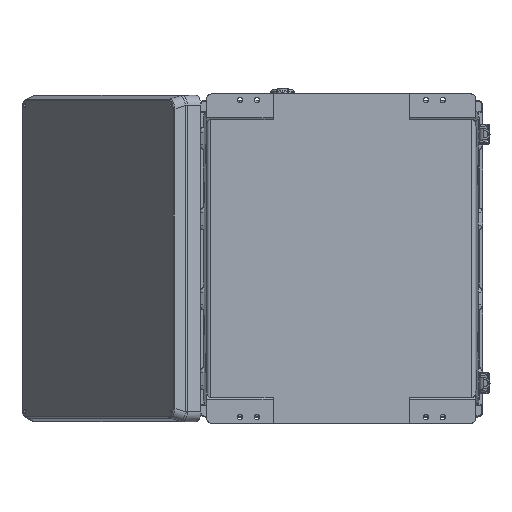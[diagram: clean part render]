
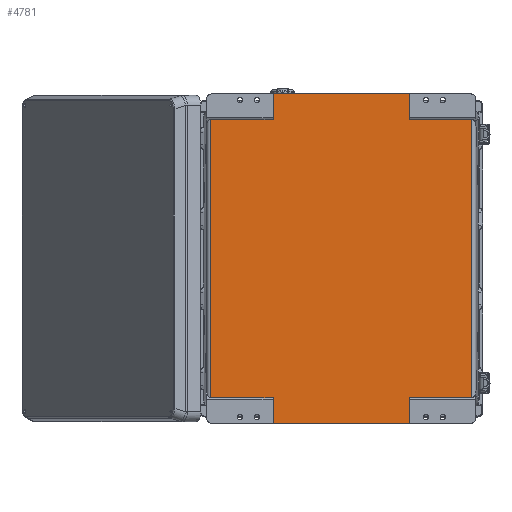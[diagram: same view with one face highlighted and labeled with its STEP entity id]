
A CAD part, front view. The second image highlights one B-rep face of the part: STEP entity #4781.
In plain terms, the highlighted planar face has unit normal (0, -1, 0).
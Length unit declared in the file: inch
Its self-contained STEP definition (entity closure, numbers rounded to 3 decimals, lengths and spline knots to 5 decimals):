
#931 = EDGE_CURVE ( 'NONE', #66536, #59745, #58316, .T. ) ;
#1955 = VERTEX_POINT ( 'NONE', #29992 ) ;
#4052 = DIRECTION ( 'NONE',  ( 0., 0., 1. ) ) ;
#4448 = LINE ( 'NONE', #44109, #22080 ) ;
#4781 = ADVANCED_FACE ( 'NONE', ( #10363 ), #19650, .F. ) ;
#6882 = DIRECTION ( 'NONE',  ( -1., 0., 0. ) ) ;
#7951 = CARTESIAN_POINT ( 'NONE',  ( 8.11811, 0.05906, 0. ) ) ;
#8170 = ORIENTED_EDGE ( 'NONE', *, *, #37238, .T. ) ;
#8238 = LINE ( 'NONE', #16996, #49234 ) ;
#10363 = FACE_OUTER_BOUND ( 'NONE', #11441, .T. ) ;
#10589 = ORIENTED_EDGE ( 'NONE', *, *, #63493, .F. ) ;
#11074 = CARTESIAN_POINT ( 'NONE',  ( 4.03163, 0.05906, -19.48819 ) ) ;
#11441 = EDGE_LOOP ( 'NONE', ( #65910, #8170, #46291, #10589, #30041, #38451, #18244, #67708, #42969, #23762, #18928, #61109 ) ) ;
#11770 = DIRECTION ( 'NONE',  ( -1., 0., 0. ) ) ;
#13204 = LINE ( 'NONE', #15556, #44471 ) ;
#13462 = VECTOR ( 'NONE', #54788, 39.37008 ) ;
#15556 = CARTESIAN_POINT ( 'NONE',  ( 4.03163, 0.05906, 0.85787 ) ) ;
#16996 = CARTESIAN_POINT ( 'NONE',  ( 7.73754, 0.05906, -1.51961 ) ) ;
#18244 = ORIENTED_EDGE ( 'NONE', *, *, #34533, .T. ) ;
#18764 = VECTOR ( 'NONE', #23932, 39.37008 ) ;
#18928 = ORIENTED_EDGE ( 'NONE', *, *, #64573, .F. ) ;
#19436 = EDGE_CURVE ( 'NONE', #1955, #71237, #26869, .T. ) ;
#19650 = PLANE ( 'NONE',  #20669 ) ;
#20669 = AXIS2_PLACEMENT_3D ( 'NONE', #74876, #68574, #37427 ) ;
#20816 = CARTESIAN_POINT ( 'NONE',  ( -4.03163, 0.05906, -17.96858 ) ) ;
#22080 = VECTOR ( 'NONE', #57483, 39.37008 ) ;
#23657 = CARTESIAN_POINT ( 'NONE',  ( -8.11811, 0.05906, -1.51961 ) ) ;
#23762 = ORIENTED_EDGE ( 'NONE', *, *, #24831, .T. ) ;
#23932 = DIRECTION ( 'NONE',  ( 1., 0., 0. ) ) ;
#24316 = CARTESIAN_POINT ( 'NONE',  ( -4.03163, 0.05906, -1.51961 ) ) ;
#24329 = VERTEX_POINT ( 'NONE', #49814 ) ;
#24697 = LINE ( 'NONE', #34956, #70673 ) ;
#24831 = EDGE_CURVE ( 'NONE', #24329, #51633, #72706, .T. ) ;
#25271 = EDGE_CURVE ( 'NONE', #71237, #78943, #45178, .T. ) ;
#25647 = VERTEX_POINT ( 'NONE', #11074 ) ;
#26869 = LINE ( 'NONE', #40031, #46411 ) ;
#28255 = VERTEX_POINT ( 'NONE', #73029 ) ;
#28304 = CARTESIAN_POINT ( 'NONE',  ( 4.03163, 0.05906, -1.51961 ) ) ;
#29512 = CARTESIAN_POINT ( 'NONE',  ( 7.73754, 0.05906, -17.96858 ) ) ;
#29992 = CARTESIAN_POINT ( 'NONE',  ( -7.73754, 0.05906, -17.96858 ) ) ;
#30041 = ORIENTED_EDGE ( 'NONE', *, *, #53799, .F. ) ;
#31022 = LINE ( 'NONE', #55339, #13462 ) ;
#34241 = CARTESIAN_POINT ( 'NONE',  ( -4.03163, 0.05906, 0. ) ) ;
#34533 = EDGE_CURVE ( 'NONE', #66536, #28255, #8238, .T. ) ;
#34956 = CARTESIAN_POINT ( 'NONE',  ( -4.03163, 0.05906, -20.34606 ) ) ;
#35769 = VECTOR ( 'NONE', #11770, 39.37008 ) ;
#37238 = EDGE_CURVE ( 'NONE', #1955, #66310, #31022, .T. ) ;
#37427 = DIRECTION ( 'NONE',  ( 0., 0., 1. ) ) ;
#38451 = ORIENTED_EDGE ( 'NONE', *, *, #931, .F. ) ;
#38600 = VECTOR ( 'NONE', #64201, 39.37008 ) ;
#38799 = CARTESIAN_POINT ( 'NONE',  ( 4.03163, 0.05906, -20.34606 ) ) ;
#38923 = VERTEX_POINT ( 'NONE', #28304 ) ;
#40031 = CARTESIAN_POINT ( 'NONE',  ( -7.73754, 0.05906, -1.51961 ) ) ;
#42969 = ORIENTED_EDGE ( 'NONE', *, *, #59822, .T. ) ;
#43479 = LINE ( 'NONE', #38799, #38600 ) ;
#44109 = CARTESIAN_POINT ( 'NONE',  ( 8.11811, 0.05906, -1.51961 ) ) ;
#44471 = VECTOR ( 'NONE', #4052, 39.37008 ) ;
#45178 = LINE ( 'NONE', #23657, #18764 ) ;
#45253 = VECTOR ( 'NONE', #6882, 39.37008 ) ;
#46291 = ORIENTED_EDGE ( 'NONE', *, *, #72750, .T. ) ;
#46299 = DIRECTION ( 'NONE',  ( 0., 0., 1. ) ) ;
#46411 = VECTOR ( 'NONE', #46299, 39.37008 ) ;
#48032 = CARTESIAN_POINT ( 'NONE',  ( 8.11811, 0.05906, -19.48819 ) ) ;
#48369 = DIRECTION ( 'NONE',  ( 0., 0., 1. ) ) ;
#48785 = VECTOR ( 'NONE', #67396, 39.37008 ) ;
#49234 = VECTOR ( 'NONE', #48369, 39.37008 ) ;
#49814 = CARTESIAN_POINT ( 'NONE',  ( 4.03163, 0.05906, 0. ) ) ;
#50818 = CARTESIAN_POINT ( 'NONE',  ( -4.03163, 0.05906, -19.48819 ) ) ;
#51633 = VERTEX_POINT ( 'NONE', #34241 ) ;
#53297 = EDGE_CURVE ( 'NONE', #28255, #38923, #4448, .T. ) ;
#53799 = EDGE_CURVE ( 'NONE', #59745, #25647, #43479, .T. ) ;
#54788 = DIRECTION ( 'NONE',  ( 1., 0., 0. ) ) ;
#55339 = CARTESIAN_POINT ( 'NONE',  ( -8.11811, 0.05906, -17.96858 ) ) ;
#55933 = VECTOR ( 'NONE', #69475, 39.37008 ) ;
#57483 = DIRECTION ( 'NONE',  ( -1., 0., 0. ) ) ;
#57878 = LINE ( 'NONE', #62121, #55933 ) ;
#58316 = LINE ( 'NONE', #62275, #35769 ) ;
#59745 = VERTEX_POINT ( 'NONE', #65536 ) ;
#59822 = EDGE_CURVE ( 'NONE', #38923, #24329, #13204, .T. ) ;
#61109 = ORIENTED_EDGE ( 'NONE', *, *, #25271, .F. ) ;
#62121 = CARTESIAN_POINT ( 'NONE',  ( -4.03163, 0.05906, 0.85787 ) ) ;
#62275 = CARTESIAN_POINT ( 'NONE',  ( 8.11811, 0.05906, -17.96858 ) ) ;
#63493 = EDGE_CURVE ( 'NONE', #25647, #80662, #74203, .T. ) ;
#64201 = DIRECTION ( 'NONE',  ( 0., 0., -1. ) ) ;
#64573 = EDGE_CURVE ( 'NONE', #78943, #51633, #57878, .T. ) ;
#64952 = CARTESIAN_POINT ( 'NONE',  ( -7.73754, 0.05906, -1.51961 ) ) ;
#65536 = CARTESIAN_POINT ( 'NONE',  ( 4.03163, 0.05906, -17.96858 ) ) ;
#65910 = ORIENTED_EDGE ( 'NONE', *, *, #19436, .F. ) ;
#66310 = VERTEX_POINT ( 'NONE', #20816 ) ;
#66536 = VERTEX_POINT ( 'NONE', #29512 ) ;
#67396 = DIRECTION ( 'NONE',  ( -1., 0., 0. ) ) ;
#67708 = ORIENTED_EDGE ( 'NONE', *, *, #53297, .T. ) ;
#68574 = DIRECTION ( 'NONE',  ( 0., 1., 0. ) ) ;
#69475 = DIRECTION ( 'NONE',  ( 0., 0., 1. ) ) ;
#70673 = VECTOR ( 'NONE', #71349, 39.37008 ) ;
#71237 = VERTEX_POINT ( 'NONE', #64952 ) ;
#71349 = DIRECTION ( 'NONE',  ( 0., 0., -1. ) ) ;
#72706 = LINE ( 'NONE', #7951, #45253 ) ;
#72750 = EDGE_CURVE ( 'NONE', #66310, #80662, #24697, .T. ) ;
#73029 = CARTESIAN_POINT ( 'NONE',  ( 7.73754, 0.05906, -1.51961 ) ) ;
#74203 = LINE ( 'NONE', #48032, #48785 ) ;
#74876 = CARTESIAN_POINT ( 'NONE',  ( 8.11811, 0.05906, -1.51961 ) ) ;
#78943 = VERTEX_POINT ( 'NONE', #24316 ) ;
#80662 = VERTEX_POINT ( 'NONE', #50818 ) ;
